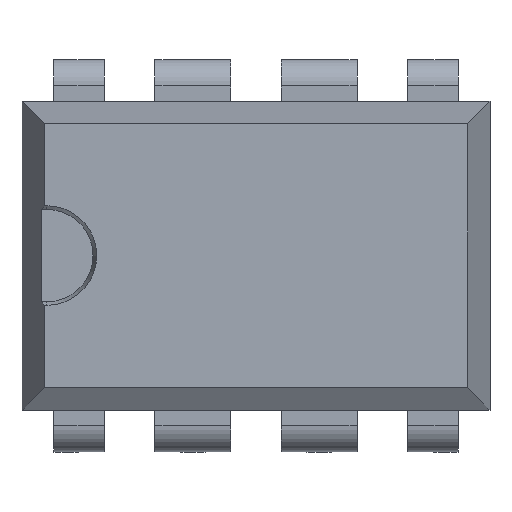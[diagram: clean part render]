
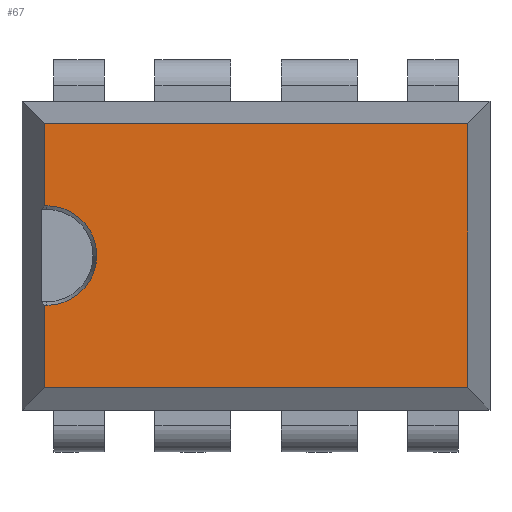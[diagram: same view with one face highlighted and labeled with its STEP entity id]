
A CAD part, top view. The second image highlights one B-rep face of the part: STEP entity #67.
In plain terms, the highlighted planar face has unit normal (0, 0, 1).
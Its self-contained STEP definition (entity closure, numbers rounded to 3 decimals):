
#67=ADVANCED_FACE('',(#1235),#1237,.T.);
#1235=FACE_BOUND('',#1236,.T.);
#1236=EDGE_LOOP('',(#2162,#2163,#2164,#2165,#2166,#2167,#2168,#2169));
#1237=PLANE('',#1238);
#1238=AXIS2_PLACEMENT_3D('',#1239,#1240,#1241);
#1239=CARTESIAN_POINT('',(1.27,0.71,4.36));
#1240=DIRECTION('',(0.,-0.,1.));
#1241=DIRECTION('',(0.,1.,0.));
#2162=ORIENTED_EDGE('',*,*,#2866,.T.);
#2163=ORIENTED_EDGE('',*,*,#2865,.F.);
#2164=ORIENTED_EDGE('',*,*,#2867,.F.);
#2165=ORIENTED_EDGE('',*,*,#2868,.T.);
#2166=ORIENTED_EDGE('',*,*,#2869,.T.);
#2167=ORIENTED_EDGE('',*,*,#2861,.F.);
#2168=ORIENTED_EDGE('',*,*,#2870,.T.);
#2169=ORIENTED_EDGE('',*,*,#2871,.T.);
#2861=EDGE_CURVE('',#3215,#3217,#3218,.T.);
#2865=EDGE_CURVE('',#3223,#3210,#3225,.T.);
#2866=EDGE_CURVE('',#3226,#3210,#3227,.F.);
#2867=EDGE_CURVE('',#3228,#3223,#3229,.T.);
#2868=EDGE_CURVE('',#3228,#3230,#3231,.T.);
#2869=EDGE_CURVE('',#3230,#3217,#3232,.T.);
#2870=EDGE_CURVE('',#3215,#3233,#3234,.F.);
#2871=EDGE_CURVE('',#3233,#3226,#3235,.F.);
#3210=VERTEX_POINT('',#3794);
#3215=VERTEX_POINT('',#3803);
#3217=VERTEX_POINT('',#3807);
#3218=LINE('',#3808,#3809);
#3223=VERTEX_POINT('',#3819);
#3225=LINE('',#3823,#3824);
#3226=VERTEX_POINT('',#3826);
#3227=LINE('',#3827,#3828);
#3228=VERTEX_POINT('',#3830);
#3229=LINE('',#3831,#3832);
#3230=VERTEX_POINT('',#3834);
#3231=LINE('',#3835,#3836);
#3232=LINE('',#3838,#3839);
#3233=VERTEX_POINT('',#3841);
#3234=LINE('',#3842,#3843);
#3235=CIRCLE('',#3845,1.);
#3794=CARTESIAN_POINT('',(-0.44,2.81,4.36));
#3803=CARTESIAN_POINT('',(-0.44,4.81,4.36));
#3807=CARTESIAN_POINT('',(-0.44,6.46,4.36));
#3808=CARTESIAN_POINT('',(-0.44,4.81,4.36));
#3809=VECTOR('',#3810,1.);
#3810=DIRECTION('',(0.,1.,0.));
#3819=CARTESIAN_POINT('',(-0.44,1.16,4.36));
#3823=CARTESIAN_POINT('',(-0.44,1.16,4.36));
#3824=VECTOR('',#3825,1.);
#3825=DIRECTION('',(0.,1.,0.));
#3826=CARTESIAN_POINT('',(-0.39,2.81,4.36));
#3827=CARTESIAN_POINT('',(-0.44,2.81,4.36));
#3828=VECTOR('',#3829,1.);
#3829=DIRECTION('',(1.,0.,0.));
#3830=CARTESIAN_POINT('',(8.06,1.16,4.36));
#3831=CARTESIAN_POINT('',(8.06,1.16,4.36));
#3832=VECTOR('',#3833,1.);
#3833=DIRECTION('',(-1.,0.,0.));
#3834=CARTESIAN_POINT('',(8.06,6.46,4.36));
#3835=CARTESIAN_POINT('',(8.06,1.16,4.36));
#3836=VECTOR('',#3837,1.);
#3837=DIRECTION('',(0.,1.,0.));
#3838=CARTESIAN_POINT('',(8.06,6.46,4.36));
#3839=VECTOR('',#3840,1.);
#3840=DIRECTION('',(-1.,0.,0.));
#3841=CARTESIAN_POINT('',(-0.39,4.81,4.36));
#3842=CARTESIAN_POINT('',(-0.39,4.81,4.36));
#3843=VECTOR('',#3844,1.);
#3844=DIRECTION('',(-1.,0.,0.));
#3845=AXIS2_PLACEMENT_3D('',#3846,#3847,#3848);
#3846=CARTESIAN_POINT('',(-0.39,3.81,4.36));
#3847=DIRECTION('',(0.,0.,1.));
#3848=DIRECTION('',(0.,-1.,0.));
